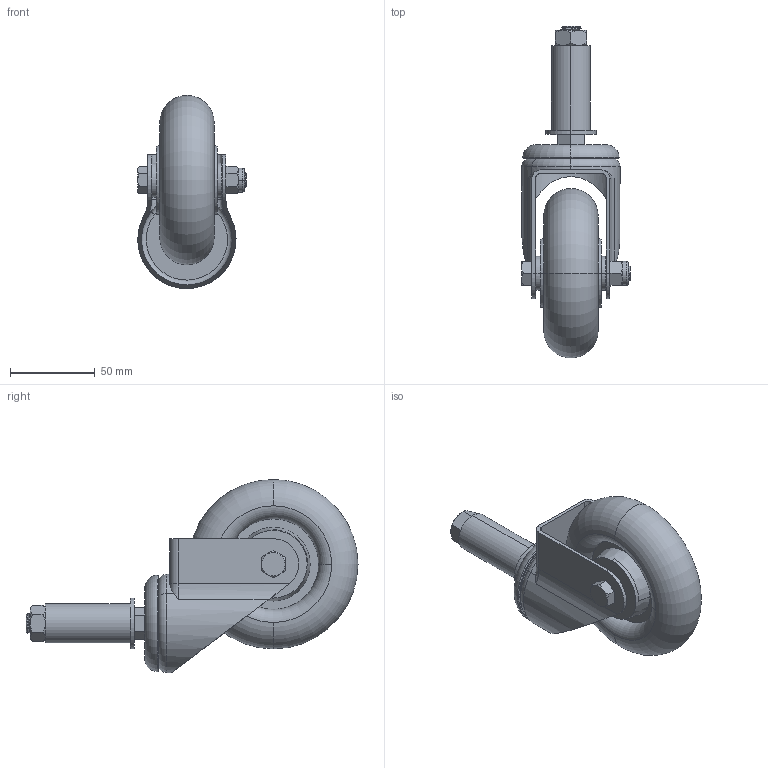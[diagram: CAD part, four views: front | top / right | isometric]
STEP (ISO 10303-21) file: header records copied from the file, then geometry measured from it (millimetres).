
FILE_DESCRIPTION((''),'2;1');
FILE_NAME('FHJ-404','2021-12-16T13:29:24',('Administrator'),(''),'CREO PARAMETRIC BY PTC INC, 2019224','CREO PARAMETRIC BY PTC INC, 2019224','');
FILE_SCHEMA(('CONFIG_CONTROL_DESIGN'));
Length unit declared in the file: millimetre
Products named in the file (1): FHJ-404
Bounding box: 64 x 196 x 114 mm (x, y, z)
Volume: 275599.1 mm3; surface area: 67727.1 mm2
Topology: 1 solids, 1 shells, 280 faces, 704 edges, 445 vertices
Faces by surface type: cylinder 123, plane 63, cone 36, torus 30, bspline 28
Entity records: 14862 total; most frequent: CARTESIAN_POINT 8581, ORIENTED_EDGE 1408, DIRECTION 1130, EDGE_CURVE 704, AXIS2_PLACEMENT_3D 452, VERTEX_POINT 445, EDGE_LOOP 303, FACE_OUTER_BOUND 280
